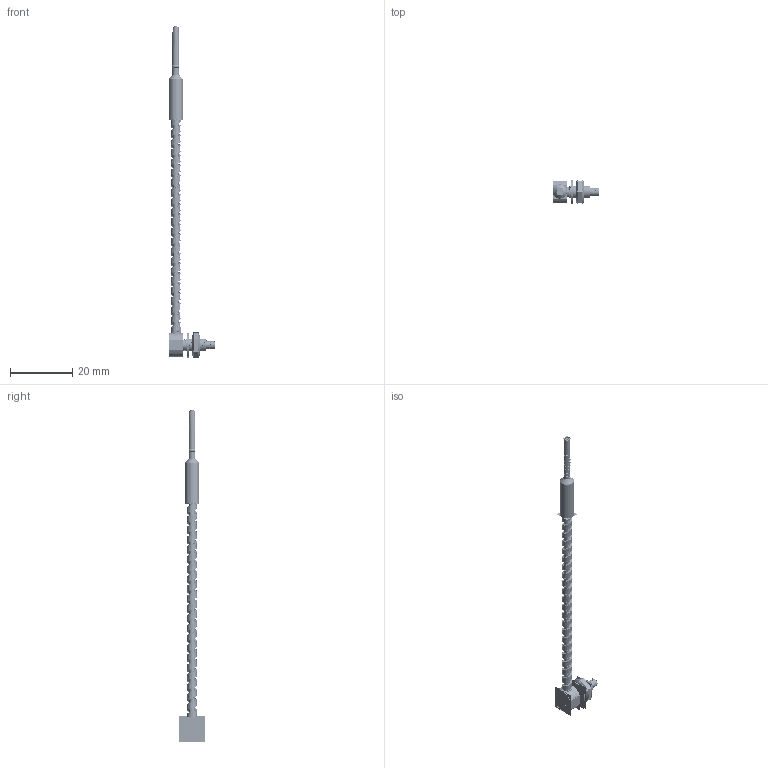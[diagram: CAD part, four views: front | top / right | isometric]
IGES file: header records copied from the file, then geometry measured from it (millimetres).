
Start section:  PTC IGES file: 161871.igs
Global section: file name: 161871.igs; native system: Creo Parametric by Parametric Technology Corporation; preprocessor: 2016010; author: pdmadmin; organization: Unknown; date: 20160427.121220; units: millimetre
Bounding box: 15.14 x 8.32 x 107.04 mm (x, y, z)
Volume: 616.8 mm3; surface area: 16208.6 mm2
Topology: 5 solids, 6 shells, 1198 faces, 5922 edges, 7569 vertices
Faces by surface type: revolution 942, bspline 256
